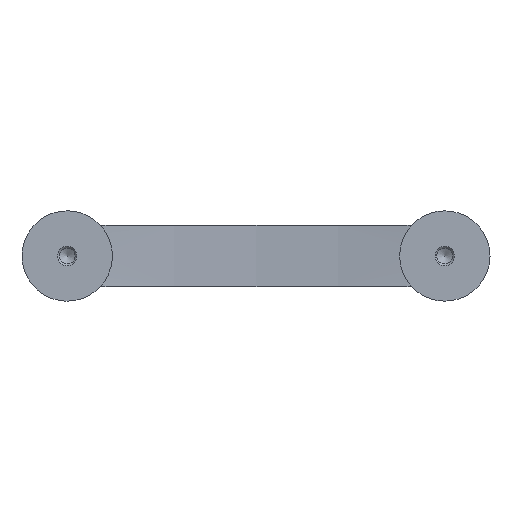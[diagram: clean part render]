
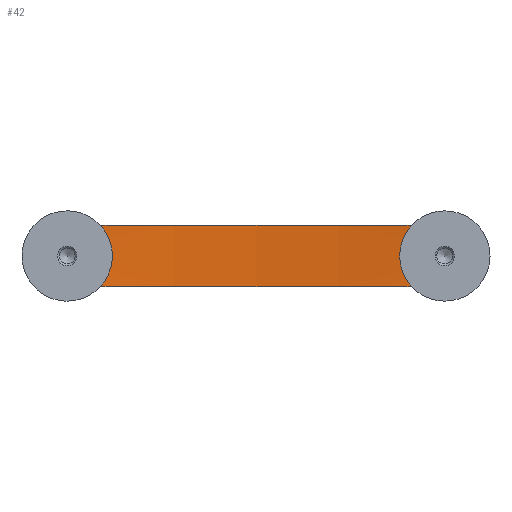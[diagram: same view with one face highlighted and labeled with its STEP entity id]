
A CAD part, front view. The second image highlights one B-rep face of the part: STEP entity #42.
In plain terms, the highlighted cylindrical face has radius 397.855 mm (diameter 795.71 mm), a partial arc.
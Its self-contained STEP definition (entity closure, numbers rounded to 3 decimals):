
#42 = ADVANCED_FACE( '', ( #93 ), #94, .F. );
#93 = FACE_OUTER_BOUND( '', #158, .T. );
#94 = CYLINDRICAL_SURFACE( '', #159, 397.855 );
#158 = EDGE_LOOP( '', ( #219, #220, #221, #222 ) );
#159 = AXIS2_PLACEMENT_3D( '', #223, #224, #225 );
#219 = ORIENTED_EDGE( '', *, *, #334, .F. );
#220 = ORIENTED_EDGE( '', *, *, #335, .T. );
#221 = ORIENTED_EDGE( '', *, *, #336, .T. );
#222 = ORIENTED_EDGE( '', *, *, #337, .F. );
#223 = CARTESIAN_POINT( '', ( 72.5, -364.255, 9.5 ) );
#224 = DIRECTION( '', ( 0., 0., 1. ) );
#225 = DIRECTION( '', ( -1., 0., 0. ) );
#334 = EDGE_CURVE( '', #378, #379, #380, .T. );
#335 = EDGE_CURVE( '', #378, #381, #382, .T. );
#336 = EDGE_CURVE( '', #381, #383, #384, .T. );
#337 = EDGE_CURVE( '', #379, #383, #385, .T. );
#378 = VERTEX_POINT( '', #440 );
#379 = VERTEX_POINT( '', #441 );
#380 = CIRCLE( '', #442, 397.855 );
#381 = VERTEX_POINT( '', #443 );
#382 = B_SPLINE_CURVE_WITH_KNOTS( '', 3, ( #444, #445, #446, #447, #448, #449, #450, #451, #452, #453, #454, #455, #456, #457, #458, #459, #460, #461, #462, #463, #464, #465, #466, #467, #468, #469, #470 ), .UNSPECIFIED., .F., .F., ( 4, 2, 2, 2, 2, 2, 2, 2, 2, 2, 2, 1, 2, 4 ), ( 0., 0.003, 0.004, 0.005, 0.008, 0.009, 0.011, 0.012, 0.013, 0.016, 0.017, 0.019, 0.02, 0.022 ), .UNSPECIFIED. );
#383 = VERTEX_POINT( '', #471 );
#384 = CIRCLE( '', #472, 397.855 );
#385 = B_SPLINE_CURVE_WITH_KNOTS( '', 3, ( #473, #474, #475, #476, #477, #478, #479, #480, #481, #482, #483, #484, #485, #486, #487, #488, #489, #490, #491, #492, #493, #494, #495, #496, #497, #498, #499 ), .UNSPECIFIED., .F., .F., ( 4, 2, 2, 2, 2, 2, 2, 2, 2, 2, 2, 1, 2, 4 ), ( 0., 0.003, 0.004, 0.005, 0.008, 0.009, 0.011, 0.012, 0.013, 0.016, 0.017, 0.019, 0.02, 0.022 ), .UNSPECIFIED. );
#440 = CARTESIAN_POINT( '', ( 123.018, 30.38, -9.5 ) );
#441 = CARTESIAN_POINT( '', ( 21.982, 30.38, -9.5 ) );
#442 = AXIS2_PLACEMENT_3D( '', #707, #708, #709 );
#443 = CARTESIAN_POINT( '', ( 123.018, 30.38, 9.5 ) );
#444 = CARTESIAN_POINT( '', ( 123.018, 30.38, -9.5 ) );
#445 = CARTESIAN_POINT( '', ( 122.328, 30.468, -8.914 ) );
#446 = CARTESIAN_POINT( '', ( 121.712, 30.545, -8.263 ) );
#447 = CARTESIAN_POINT( '', ( 120.898, 30.645, -7.195 ) );
#448 = CARTESIAN_POINT( '', ( 120.645, 30.676, -6.823 ) );
#449 = CARTESIAN_POINT( '', ( 120.177, 30.733, -6.046 ) );
#450 = CARTESIAN_POINT( '', ( 119.964, 30.759, -5.646 ) );
#451 = CARTESIAN_POINT( '', ( 119.398, 30.826, -4.424 ) );
#452 = CARTESIAN_POINT( '', ( 119.11, 30.86, -3.574 ) );
#453 = CARTESIAN_POINT( '', ( 118.816, 30.895, -2.246 ) );
#454 = CARTESIAN_POINT( '', ( 118.742, 30.904, -1.797 ) );
#455 = CARTESIAN_POINT( '', ( 118.645, 30.915, -0.902 ) );
#456 = CARTESIAN_POINT( '', ( 118.621, 30.918, -0.454 ) );
#457 = CARTESIAN_POINT( '', ( 118.62, 30.918, 0.444 ) );
#458 = CARTESIAN_POINT( '', ( 118.644, 30.915, 0.893 ) );
#459 = CARTESIAN_POINT( '', ( 118.742, 30.904, 1.793 ) );
#460 = CARTESIAN_POINT( '', ( 118.816, 30.895, 2.243 ) );
#461 = CARTESIAN_POINT( '', ( 119.107, 30.861, 3.563 ) );
#462 = CARTESIAN_POINT( '', ( 119.393, 30.827, 4.413 ) );
#463 = CARTESIAN_POINT( '', ( 119.962, 30.759, 5.642 ) );
#464 = CARTESIAN_POINT( '', ( 120.176, 30.733, 6.045 ) );
#465 = CARTESIAN_POINT( '', ( 120.641, 30.677, 6.816 ) );
#466 = CARTESIAN_POINT( '', ( 121.145, 30.615, 7.558 ) );
#467 = CARTESIAN_POINT( '', ( 121.725, 30.543, 8.241 ) );
#468 = CARTESIAN_POINT( '', ( 122.343, 30.466, 8.894 ) );
#469 = CARTESIAN_POINT( '', ( 122.673, 30.424, 9.207 ) );
#470 = CARTESIAN_POINT( '', ( 123.018, 30.38, 9.5 ) );
#471 = CARTESIAN_POINT( '', ( 21.982, 30.38, 9.5 ) );
#472 = AXIS2_PLACEMENT_3D( '', #710, #711, #712 );
#473 = CARTESIAN_POINT( '', ( 21.982, 30.38, -9.5 ) );
#474 = CARTESIAN_POINT( '', ( 22.672, 30.468, -8.914 ) );
#475 = CARTESIAN_POINT( '', ( 23.288, 30.545, -8.263 ) );
#476 = CARTESIAN_POINT( '', ( 24.102, 30.645, -7.195 ) );
#477 = CARTESIAN_POINT( '', ( 24.355, 30.676, -6.823 ) );
#478 = CARTESIAN_POINT( '', ( 24.823, 30.733, -6.046 ) );
#479 = CARTESIAN_POINT( '', ( 25.036, 30.759, -5.646 ) );
#480 = CARTESIAN_POINT( '', ( 25.602, 30.826, -4.424 ) );
#481 = CARTESIAN_POINT( '', ( 25.89, 30.86, -3.574 ) );
#482 = CARTESIAN_POINT( '', ( 26.184, 30.895, -2.246 ) );
#483 = CARTESIAN_POINT( '', ( 26.258, 30.904, -1.797 ) );
#484 = CARTESIAN_POINT( '', ( 26.355, 30.915, -0.902 ) );
#485 = CARTESIAN_POINT( '', ( 26.379, 30.918, -0.454 ) );
#486 = CARTESIAN_POINT( '', ( 26.38, 30.918, 0.444 ) );
#487 = CARTESIAN_POINT( '', ( 26.356, 30.915, 0.893 ) );
#488 = CARTESIAN_POINT( '', ( 26.258, 30.904, 1.793 ) );
#489 = CARTESIAN_POINT( '', ( 26.184, 30.895, 2.243 ) );
#490 = CARTESIAN_POINT( '', ( 25.893, 30.861, 3.563 ) );
#491 = CARTESIAN_POINT( '', ( 25.607, 30.827, 4.413 ) );
#492 = CARTESIAN_POINT( '', ( 25.038, 30.759, 5.642 ) );
#493 = CARTESIAN_POINT( '', ( 24.824, 30.733, 6.045 ) );
#494 = CARTESIAN_POINT( '', ( 24.359, 30.677, 6.816 ) );
#495 = CARTESIAN_POINT( '', ( 23.855, 30.615, 7.558 ) );
#496 = CARTESIAN_POINT( '', ( 23.275, 30.543, 8.241 ) );
#497 = CARTESIAN_POINT( '', ( 22.657, 30.466, 8.894 ) );
#498 = CARTESIAN_POINT( '', ( 22.327, 30.424, 9.207 ) );
#499 = CARTESIAN_POINT( '', ( 21.982, 30.38, 9.5 ) );
#707 = CARTESIAN_POINT( '', ( 72.5, -364.255, -9.5 ) );
#708 = DIRECTION( '', ( 0., 0., 1. ) );
#709 = DIRECTION( '', ( 1., 0., 0. ) );
#710 = CARTESIAN_POINT( '', ( 72.5, -364.255, 9.5 ) );
#711 = DIRECTION( '', ( 0., 0., 1. ) );
#712 = DIRECTION( '', ( 1., 0., 0. ) );
